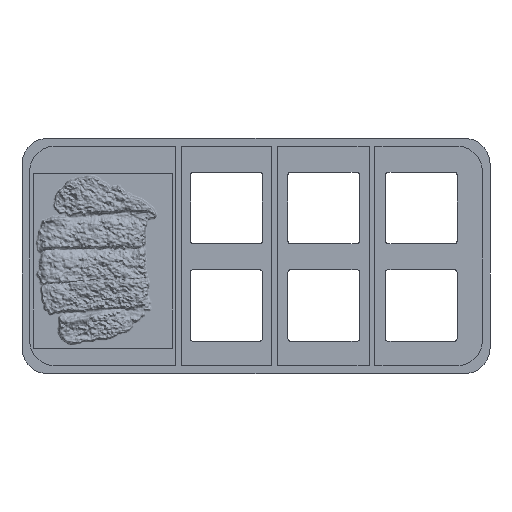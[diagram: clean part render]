
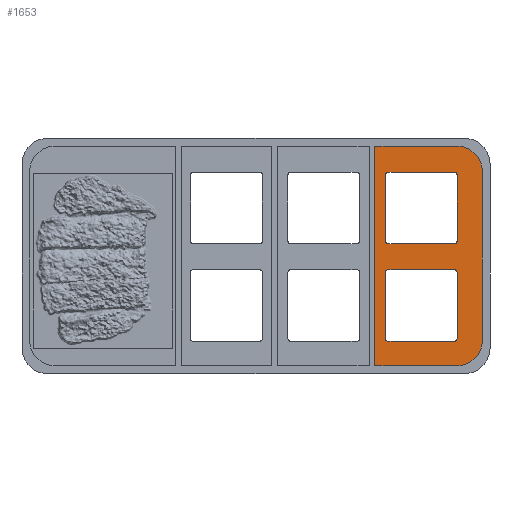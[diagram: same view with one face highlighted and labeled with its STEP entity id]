
A CAD part, top view. The second image highlights one B-rep face of the part: STEP entity #1653.
In plain terms, the highlighted planar face has unit normal (0, 0, 1).
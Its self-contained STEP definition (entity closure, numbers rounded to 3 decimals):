
#51=FACE_BOUND('',#238,.T.);
#52=FACE_BOUND('',#239,.T.);
#74=CIRCLE('',#1764,5.);
#75=CIRCLE('',#1765,5.);
#76=CIRCLE('',#1766,0.5);
#77=CIRCLE('',#1767,0.5);
#78=CIRCLE('',#1768,0.5);
#79=CIRCLE('',#1769,0.5);
#80=CIRCLE('',#1770,0.5);
#81=CIRCLE('',#1771,0.5);
#82=CIRCLE('',#1772,0.5);
#83=CIRCLE('',#1773,0.5);
#146=FACE_OUTER_BOUND('',#237,.T.);
#237=EDGE_LOOP('',(#1162,#1163,#1164,#1165,#1166,#1167));
#238=EDGE_LOOP('',(#1168,#1169,#1170,#1171,#1172,#1173,#1174,#1175));
#239=EDGE_LOOP('',(#1176,#1177,#1178,#1179,#1180,#1181,#1182,#1183));
#344=LINE('',#30828,#520);
#368=LINE('',#30893,#544);
#371=LINE('',#30899,#547);
#372=LINE('',#30903,#548);
#373=LINE('',#30907,#549);
#374=LINE('',#30911,#550);
#375=LINE('',#30915,#551);
#376=LINE('',#30919,#552);
#377=LINE('',#30925,#553);
#378=LINE('',#30929,#554);
#379=LINE('',#30933,#555);
#380=LINE('',#30936,#556);
#520=VECTOR('',#1923,10.);
#544=VECTOR('',#1975,10.);
#547=VECTOR('',#1980,10.);
#548=VECTOR('',#1983,10.);
#549=VECTOR('',#1986,10.);
#550=VECTOR('',#1989,10.);
#551=VECTOR('',#1992,10.);
#552=VECTOR('',#1995,10.);
#553=VECTOR('',#2000,10.);
#554=VECTOR('',#2003,10.);
#555=VECTOR('',#2006,10.);
#556=VECTOR('',#2009,10.);
#696=VERTEX_POINT('',#30826);
#697=VERTEX_POINT('',#30827);
#724=VERTEX_POINT('',#30892);
#726=VERTEX_POINT('',#30898);
#727=VERTEX_POINT('',#30900);
#728=VERTEX_POINT('',#30902);
#729=VERTEX_POINT('',#30905);
#730=VERTEX_POINT('',#30906);
#731=VERTEX_POINT('',#30908);
#732=VERTEX_POINT('',#30910);
#733=VERTEX_POINT('',#30912);
#734=VERTEX_POINT('',#30914);
#735=VERTEX_POINT('',#30916);
#736=VERTEX_POINT('',#30918);
#737=VERTEX_POINT('',#30921);
#738=VERTEX_POINT('',#30922);
#739=VERTEX_POINT('',#30924);
#740=VERTEX_POINT('',#30926);
#741=VERTEX_POINT('',#30928);
#742=VERTEX_POINT('',#30930);
#743=VERTEX_POINT('',#30932);
#744=VERTEX_POINT('',#30934);
#864=EDGE_CURVE('',#696,#697,#344,.T.);
#896=EDGE_CURVE('',#724,#696,#368,.T.);
#899=EDGE_CURVE('',#697,#726,#371,.T.);
#900=EDGE_CURVE('',#726,#727,#74,.T.);
#901=EDGE_CURVE('',#727,#728,#372,.T.);
#902=EDGE_CURVE('',#728,#724,#75,.T.);
#903=EDGE_CURVE('',#729,#730,#373,.T.);
#904=EDGE_CURVE('',#730,#731,#76,.T.);
#905=EDGE_CURVE('',#731,#732,#374,.T.);
#906=EDGE_CURVE('',#732,#733,#77,.T.);
#907=EDGE_CURVE('',#733,#734,#375,.T.);
#908=EDGE_CURVE('',#734,#735,#78,.T.);
#909=EDGE_CURVE('',#735,#736,#376,.T.);
#910=EDGE_CURVE('',#736,#729,#79,.T.);
#911=EDGE_CURVE('',#737,#738,#80,.T.);
#912=EDGE_CURVE('',#738,#739,#377,.T.);
#913=EDGE_CURVE('',#739,#740,#81,.T.);
#914=EDGE_CURVE('',#740,#741,#378,.T.);
#915=EDGE_CURVE('',#741,#742,#82,.T.);
#916=EDGE_CURVE('',#742,#743,#379,.T.);
#917=EDGE_CURVE('',#743,#744,#83,.T.);
#918=EDGE_CURVE('',#744,#737,#380,.T.);
#1162=ORIENTED_EDGE('',*,*,#864,.T.);
#1163=ORIENTED_EDGE('',*,*,#899,.T.);
#1164=ORIENTED_EDGE('',*,*,#900,.T.);
#1165=ORIENTED_EDGE('',*,*,#901,.T.);
#1166=ORIENTED_EDGE('',*,*,#902,.T.);
#1167=ORIENTED_EDGE('',*,*,#896,.T.);
#1168=ORIENTED_EDGE('',*,*,#903,.T.);
#1169=ORIENTED_EDGE('',*,*,#904,.T.);
#1170=ORIENTED_EDGE('',*,*,#905,.T.);
#1171=ORIENTED_EDGE('',*,*,#906,.T.);
#1172=ORIENTED_EDGE('',*,*,#907,.T.);
#1173=ORIENTED_EDGE('',*,*,#908,.T.);
#1174=ORIENTED_EDGE('',*,*,#909,.T.);
#1175=ORIENTED_EDGE('',*,*,#910,.T.);
#1176=ORIENTED_EDGE('',*,*,#911,.T.);
#1177=ORIENTED_EDGE('',*,*,#912,.T.);
#1178=ORIENTED_EDGE('',*,*,#913,.T.);
#1179=ORIENTED_EDGE('',*,*,#914,.T.);
#1180=ORIENTED_EDGE('',*,*,#915,.T.);
#1181=ORIENTED_EDGE('',*,*,#916,.T.);
#1182=ORIENTED_EDGE('',*,*,#917,.T.);
#1183=ORIENTED_EDGE('',*,*,#918,.T.);
#1598=PLANE('',#1763);
#1653=ADVANCED_FACE('',(#146,#51,#52),#1598,.T.);
#1763=AXIS2_PLACEMENT_3D('',#30897,#1978,#1979);
#1764=AXIS2_PLACEMENT_3D('',#30901,#1981,#1982);
#1765=AXIS2_PLACEMENT_3D('',#30904,#1984,#1985);
#1766=AXIS2_PLACEMENT_3D('',#30909,#1987,#1988);
#1767=AXIS2_PLACEMENT_3D('',#30913,#1990,#1991);
#1768=AXIS2_PLACEMENT_3D('',#30917,#1993,#1994);
#1769=AXIS2_PLACEMENT_3D('',#30920,#1996,#1997);
#1770=AXIS2_PLACEMENT_3D('',#30923,#1998,#1999);
#1771=AXIS2_PLACEMENT_3D('',#30927,#2001,#2002);
#1772=AXIS2_PLACEMENT_3D('',#30931,#2004,#2005);
#1773=AXIS2_PLACEMENT_3D('',#30935,#2007,#2008);
#1923=DIRECTION('',(0.,-1.,0.));
#1975=DIRECTION('',(-1.,0.,0.));
#1978=DIRECTION('center_axis',(0.,0.,1.));
#1979=DIRECTION('ref_axis',(1.,0.,0.));
#1980=DIRECTION('',(1.,0.,0.));
#1981=DIRECTION('center_axis',(0.,0.,1.));
#1982=DIRECTION('ref_axis',(0.,-1.,0.));
#1983=DIRECTION('',(0.,1.,0.));
#1984=DIRECTION('center_axis',(0.,0.,1.));
#1985=DIRECTION('ref_axis',(1.,0.,0.));
#1986=DIRECTION('',(0.,1.,0.));
#1987=DIRECTION('center_axis',(0.,0.,-1.));
#1988=DIRECTION('ref_axis',(0.,1.,0.));
#1989=DIRECTION('',(1.,0.,0.));
#1990=DIRECTION('center_axis',(0.,0.,-1.));
#1991=DIRECTION('ref_axis',(1.,0.,0.));
#1992=DIRECTION('',(0.,-1.,0.));
#1993=DIRECTION('center_axis',(0.,0.,-1.));
#1994=DIRECTION('ref_axis',(0.,-1.,0.));
#1995=DIRECTION('',(-1.,0.,0.));
#1996=DIRECTION('center_axis',(0.,0.,-1.));
#1997=DIRECTION('ref_axis',(-1.,0.,0.));
#1998=DIRECTION('center_axis',(0.,0.,-1.));
#1999=DIRECTION('ref_axis',(0.,1.,0.));
#2000=DIRECTION('',(1.,0.,0.));
#2001=DIRECTION('center_axis',(0.,0.,-1.));
#2002=DIRECTION('ref_axis',(1.,0.,0.));
#2003=DIRECTION('',(0.,-1.,0.));
#2004=DIRECTION('center_axis',(0.,0.,-1.));
#2005=DIRECTION('ref_axis',(0.,-1.,0.));
#2006=DIRECTION('',(-1.,0.,0.));
#2007=DIRECTION('center_axis',(0.,0.,-1.));
#2008=DIRECTION('ref_axis',(-1.,0.,0.));
#2009=DIRECTION('',(0.,1.,0.));
#30826=CARTESIAN_POINT('',(69.,44.5,1.5));
#30827=CARTESIAN_POINT('',(69.,1.5,1.5));
#30828=CARTESIAN_POINT('',(69.,12.25,1.5));
#30892=CARTESIAN_POINT('',(85.,44.5,1.5));
#30893=CARTESIAN_POINT('',(26.125,44.5,1.5));
#30897=CARTESIAN_POINT('Origin',(45.75,23.,1.5));
#30898=CARTESIAN_POINT('',(85.,1.5,1.5));
#30899=CARTESIAN_POINT('',(65.375,1.5,1.5));
#30900=CARTESIAN_POINT('',(90.,6.5,1.5));
#30901=CARTESIAN_POINT('Origin',(85.,6.5,1.5));
#30902=CARTESIAN_POINT('',(90.,39.5,1.5));
#30903=CARTESIAN_POINT('',(90.,31.25,1.5));
#30904=CARTESIAN_POINT('Origin',(85.,39.5,1.5));
#30905=CARTESIAN_POINT('',(71.054,6.824,1.5));
#30906=CARTESIAN_POINT('',(71.054,19.824,1.5));
#30907=CARTESIAN_POINT('',(71.054,19.824,1.5));
#30908=CARTESIAN_POINT('',(71.554,20.324,1.5));
#30909=CARTESIAN_POINT('Origin',(71.554,19.824,1.5));
#30910=CARTESIAN_POINT('',(84.554,20.324,1.5));
#30911=CARTESIAN_POINT('',(71.554,20.324,1.5));
#30912=CARTESIAN_POINT('',(85.054,19.824,1.5));
#30913=CARTESIAN_POINT('Origin',(84.554,19.824,1.5));
#30914=CARTESIAN_POINT('',(85.054,6.824,1.5));
#30915=CARTESIAN_POINT('',(85.054,19.824,1.5));
#30916=CARTESIAN_POINT('',(84.554,6.324,1.5));
#30917=CARTESIAN_POINT('Origin',(84.554,6.824,1.5));
#30918=CARTESIAN_POINT('',(71.554,6.324,1.5));
#30919=CARTESIAN_POINT('',(71.554,6.324,1.5));
#30920=CARTESIAN_POINT('Origin',(71.554,6.824,1.5));
#30921=CARTESIAN_POINT('',(71.054,38.874,1.5));
#30922=CARTESIAN_POINT('',(71.554,39.374,1.5));
#30923=CARTESIAN_POINT('Origin',(71.554,38.874,1.5));
#30924=CARTESIAN_POINT('',(84.554,39.374,1.5));
#30925=CARTESIAN_POINT('',(71.554,39.374,1.5));
#30926=CARTESIAN_POINT('',(85.054,38.874,1.5));
#30927=CARTESIAN_POINT('Origin',(84.554,38.874,1.5));
#30928=CARTESIAN_POINT('',(85.054,25.874,1.5));
#30929=CARTESIAN_POINT('',(85.054,38.874,1.5));
#30930=CARTESIAN_POINT('',(84.554,25.374,1.5));
#30931=CARTESIAN_POINT('Origin',(84.554,25.874,1.5));
#30932=CARTESIAN_POINT('',(71.554,25.374,1.5));
#30933=CARTESIAN_POINT('',(71.554,25.374,1.5));
#30934=CARTESIAN_POINT('',(71.054,25.874,1.5));
#30935=CARTESIAN_POINT('Origin',(71.554,25.874,1.5));
#30936=CARTESIAN_POINT('',(71.054,38.874,1.5));
